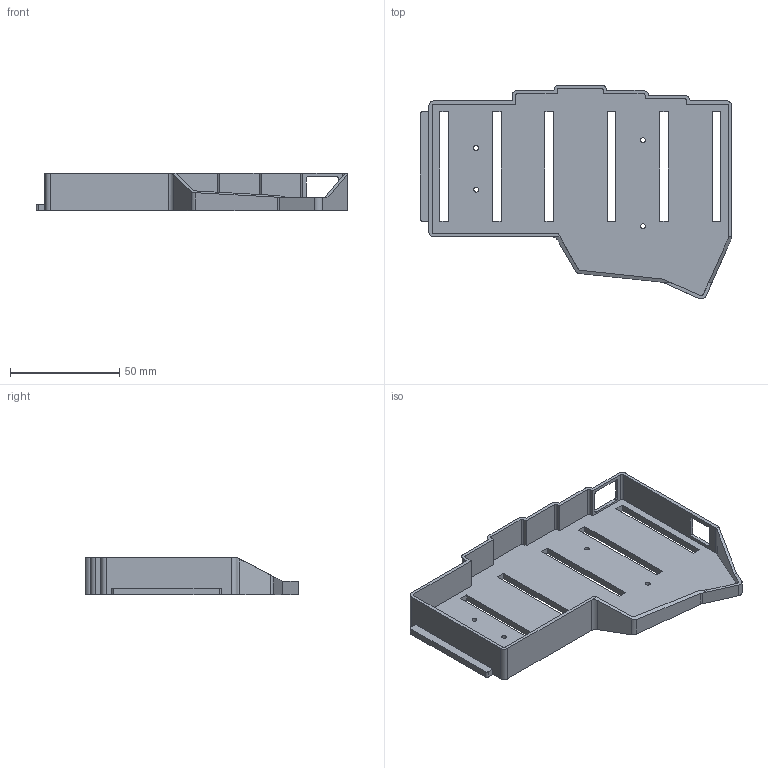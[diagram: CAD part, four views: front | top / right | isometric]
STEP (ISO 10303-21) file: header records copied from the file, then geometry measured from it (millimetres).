
FILE_DESCRIPTION(('FreeCAD Model'),'2;1');
FILE_NAME('Open CASCADE Shape Model','2024-06-03T10:15:51',('Author'),( ''),'Open CASCADE STEP processor 7.6','FreeCAD','Unknown');
FILE_SCHEMA(('AUTOMOTIVE_DESIGN { 1 0 10303 214 1 1 1 1 }'));
Length unit declared in the file: millimetre
Products named in the file (1): Case_Left (Mirror #1)
Bounding box: 142.4 x 97.62 x 17 mm (x, y, z)
Volume: 35689.2 mm3; surface area: 32208.3 mm2
Topology: 1 solids, 1 shells, 110 faces, 321 edges, 212 vertices
Faces by surface type: plane 75, cylinder 35
Full cylindrical faces by diameter (mm): 2.2 x4
Entity records: 3701 total; most frequent: CARTESIAN_POINT 644, ORIENTED_EDGE 642, DIRECTION 615, EDGE_CURVE 321, LINE 249, VECTOR 249, VERTEX_POINT 212, AXIS2_PLACEMENT_3D 183
